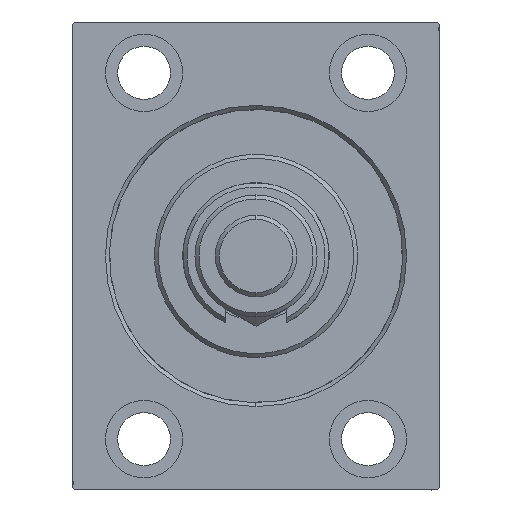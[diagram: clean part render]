
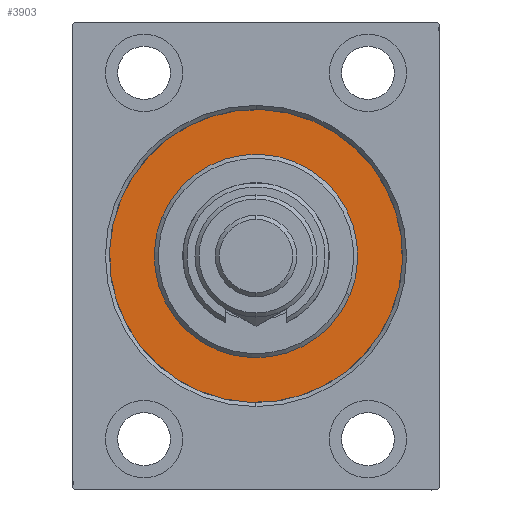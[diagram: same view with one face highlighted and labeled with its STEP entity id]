
A CAD part, left-side view. The second image highlights one B-rep face of the part: STEP entity #3903.
In plain terms, the highlighted face is planar.
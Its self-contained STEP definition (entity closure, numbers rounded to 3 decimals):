
#291 = CARTESIAN_POINT ( 'NONE',  ( 0., 0., 25. ) ) ;
#1418 = CARTESIAN_POINT ( 'NONE',  ( 0., 0., 0. ) ) ;
#3112 = FACE_OUTER_BOUND ( 'NONE', #27303, .T. ) ;
#3166 = DIRECTION ( 'NONE',  ( 1., 0., 0. ) ) ;
#3903 = ADVANCED_FACE ( 'NONE', ( #4050, #3112 ), #32308, .F. ) ;
#4050 = FACE_BOUND ( 'NONE', #5830, .T. ) ;
#5830 = EDGE_LOOP ( 'NONE', ( #32575, #15347 ) ) ;
#6091 = VERTEX_POINT ( 'NONE', #291 ) ;
#7743 = ORIENTED_EDGE ( 'NONE', *, *, #44489, .F. ) ;
#10120 = AXIS2_PLACEMENT_3D ( 'NONE', #14329, #21966, #47132 ) ;
#10550 = VERTEX_POINT ( 'NONE', #20134 ) ;
#11712 = DIRECTION ( 'NONE',  ( -1., 0., 0. ) ) ;
#12573 = CARTESIAN_POINT ( 'NONE',  ( 0., 0., 36. ) ) ;
#13927 = CARTESIAN_POINT ( 'NONE',  ( 0., 0., 0. ) ) ;
#14329 = CARTESIAN_POINT ( 'NONE',  ( 0., 0., 0. ) ) ;
#15347 = ORIENTED_EDGE ( 'NONE', *, *, #25824, .F. ) ;
#17389 = EDGE_CURVE ( 'NONE', #17727, #27194, #42729, .T. ) ;
#17727 = VERTEX_POINT ( 'NONE', #12573 ) ;
#20076 = EDGE_CURVE ( 'NONE', #6091, #10550, #28944, .T. ) ;
#20134 = CARTESIAN_POINT ( 'NONE',  ( 0., 0., -25. ) ) ;
#21504 = CARTESIAN_POINT ( 'NONE',  ( 0., 0., 0. ) ) ;
#21551 = ORIENTED_EDGE ( 'NONE', *, *, #17389, .F. ) ;
#21966 = DIRECTION ( 'NONE',  ( -1., 0., 0. ) ) ;
#22976 = CIRCLE ( 'NONE', #28367, 25. ) ;
#22978 = AXIS2_PLACEMENT_3D ( 'NONE', #1418, #11712, #30368 ) ;
#23756 = CIRCLE ( 'NONE', #22978, 36. ) ;
#25560 = CARTESIAN_POINT ( 'NONE',  ( 0., 0., 0. ) ) ;
#25824 = EDGE_CURVE ( 'NONE', #10550, #6091, #22976, .T. ) ;
#27194 = VERTEX_POINT ( 'NONE', #31685 ) ;
#27303 = EDGE_LOOP ( 'NONE', ( #7743, #21551 ) ) ;
#28367 = AXIS2_PLACEMENT_3D ( 'NONE', #13927, #3166, #32363 ) ;
#28944 = CIRCLE ( 'NONE', #42725, 25. ) ;
#30368 = DIRECTION ( 'NONE',  ( 0., 0., 1. ) ) ;
#31685 = CARTESIAN_POINT ( 'NONE',  ( 0., 0., -36. ) ) ;
#32308 = PLANE ( 'NONE',  #10120 ) ;
#32363 = DIRECTION ( 'NONE',  ( 0., 0., -1. ) ) ;
#32575 = ORIENTED_EDGE ( 'NONE', *, *, #20076, .F. ) ;
#32760 = DIRECTION ( 'NONE',  ( 0., 0., 1. ) ) ;
#35833 = AXIS2_PLACEMENT_3D ( 'NONE', #21504, #36119, #32760 ) ;
#36119 = DIRECTION ( 'NONE',  ( -1., 0., 0. ) ) ;
#36337 = DIRECTION ( 'NONE',  ( 1., 0., 0. ) ) ;
#40405 = DIRECTION ( 'NONE',  ( 0., 0., -1. ) ) ;
#42725 = AXIS2_PLACEMENT_3D ( 'NONE', #25560, #36337, #40405 ) ;
#42729 = CIRCLE ( 'NONE', #35833, 36. ) ;
#44489 = EDGE_CURVE ( 'NONE', #27194, #17727, #23756, .T. ) ;
#47132 = DIRECTION ( 'NONE',  ( 0., 0., 1. ) ) ;
